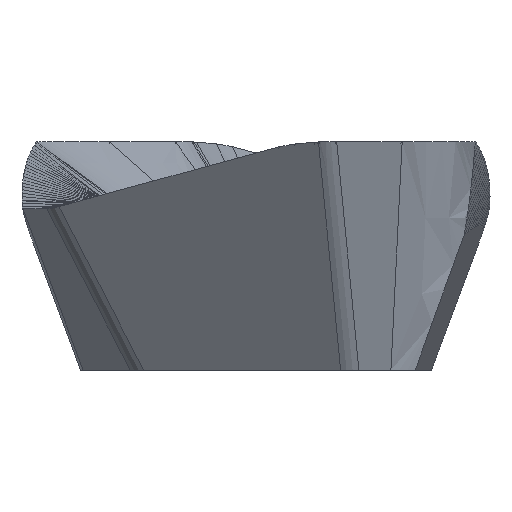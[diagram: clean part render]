
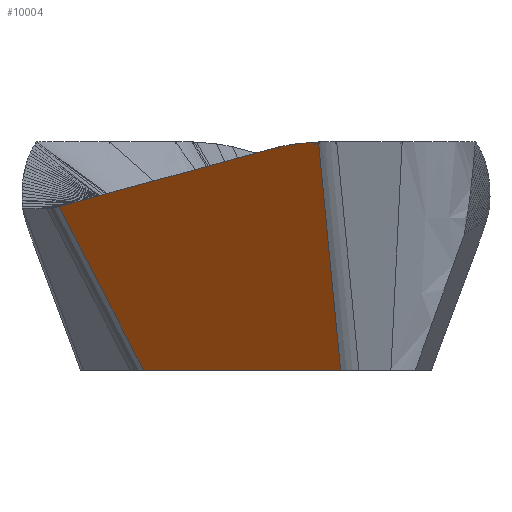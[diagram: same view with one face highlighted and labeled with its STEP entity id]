
A CAD part, left-side view. The second image highlights one B-rep face of the part: STEP entity #10004.
In plain terms, the highlighted planar face has unit normal (-0.814, 0.47, -0.342).
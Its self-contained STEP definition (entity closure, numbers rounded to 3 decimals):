
#1168=CARTESIAN_POINT('',(-6.582,2.459,-5.));
#2362=CARTESIAN_POINT('',(-9.073,-1.855,-5.));
#2390=DIRECTION('',(0.341,-0.091,-0.936));
#2391=VECTOR('',#2390,5.342);
#2392=CARTESIAN_POINT('',(-10.892,-1.367,
-0.001));
#2393=LINE('',#2392,#2391);
#2397=DIRECTION('',(0.5,0.866,0.));
#2398=VECTOR('',#2397,4.981);
#2399=CARTESIAN_POINT('',(-9.073,-1.855,-5.));
#2400=LINE('',#2399,#2398);
#2404=CARTESIAN_POINT('',(-7.016,4.316,
-1.418));
#2405=CARTESIAN_POINT('',(-7.018,4.313,
-1.417));
#2406=CARTESIAN_POINT('',(-7.02,4.31,
-1.416));
#2407=CARTESIAN_POINT('',(-7.023,4.306,
-1.415));
#2412=DIRECTION('',(-0.555,-0.803,0.218));
#2413=VECTOR('',#2412,3.593);
#2414=CARTESIAN_POINT('',(-7.023,4.306,
-1.415));
#2415=LINE('',#2414,#2413);
#2419=DIRECTION('',(-0.555,-0.803,0.218));
#2420=VECTOR('',#2419,2.415);
#2421=CARTESIAN_POINT('',(-9.017,1.421,
-0.632));
#2422=LINE('',#2421,#2420);
#2426=CARTESIAN_POINT('',(-10.358,-0.517,
-0.106));
#2427=CARTESIAN_POINT('',(-10.397,-0.574,
-0.09));
#2428=CARTESIAN_POINT('',(-10.448,-0.65,
-0.074));
#2429=CARTESIAN_POINT('',(-10.512,-0.749,
-0.057));
#2430=CARTESIAN_POINT('',(-10.547,-0.805,
-0.05));
#2431=CARTESIAN_POINT('',(-10.569,-0.839,
-0.046));
#2432=CARTESIAN_POINT('',(-10.58,-0.858,
-0.045));
#2433=CARTESIAN_POINT('',(-10.586,-0.867,
-0.044));
#2438=DIRECTION('',(-0.522,-0.85,0.074));
#2439=VECTOR('',#2438,0.515);
#2440=CARTESIAN_POINT('',(-10.586,-0.867,
-0.044));
#2441=LINE('',#2440,#2439);
#2445=CARTESIAN_POINT('',(-10.855,-1.305,
-0.005));
#2446=CARTESIAN_POINT('',(-10.864,-1.32,
-0.004));
#2447=CARTESIAN_POINT('',(-10.877,-1.341,
-0.003));
#2448=CARTESIAN_POINT('',(-10.889,-1.362,
-0.001));
#2449=CARTESIAN_POINT('',(-10.892,-1.367,
-0.001));
#2465=DIRECTION('',(0.107,-0.458,-0.883));
#2466=VECTOR('',#2465,4.058);
#2467=CARTESIAN_POINT('',(-7.016,4.316,
-1.418));
#2468=LINE('',#2467,#2466);
#4207=VERTEX_POINT('',#2362);
#4285=VERTEX_POINT('',#1168);
#4523=CARTESIAN_POINT('',(-10.892,-1.367,
-0.001));
#4524=VERTEX_POINT('',#4523);
#4589=CARTESIAN_POINT('',(-7.016,4.316,
-1.418));
#4590=VERTEX_POINT('',#4589);
#4627=CARTESIAN_POINT('',(-7.023,4.306,
-1.415));
#4628=VERTEX_POINT('',#4627);
#4629=CARTESIAN_POINT('',(-9.017,1.421,
-0.632));
#4630=VERTEX_POINT('',#4629);
#4631=CARTESIAN_POINT('',(-10.358,-0.517,
-0.106));
#4632=VERTEX_POINT('',#4631);
#4633=CARTESIAN_POINT('',(-10.586,-0.867,
-0.044));
#4634=VERTEX_POINT('',#4633);
#4635=CARTESIAN_POINT('',(-10.855,-1.305,
-0.005));
#4636=VERTEX_POINT('',#4635);
#9987=CARTESIAN_POINT('',(-9.199,1.567,0.));
#9988=DIRECTION('',(0.814,-0.47,0.342));
#9989=DIRECTION('',(0.5,0.866,0.));
#9990=AXIS2_PLACEMENT_3D('',#9987,#9988,#9989);
#9991=PLANE('',#9990);
#9992=ORIENTED_EDGE('',*,*,#9980,.T.);
#9993=ORIENTED_EDGE('',*,*,#5318,.T.);
#9995=ORIENTED_EDGE('',*,*,#9994,.F.);
#9996=ORIENTED_EDGE('',*,*,#9638,.T.);
#9997=ORIENTED_EDGE('',*,*,#9688,.T.);
#9998=ORIENTED_EDGE('',*,*,#9758,.T.);
#9999=ORIENTED_EDGE('',*,*,#9808,.T.);
#10000=ORIENTED_EDGE('',*,*,#9858,.T.);
#10001=ORIENTED_EDGE('',*,*,#9896,.T.);
#10002=EDGE_LOOP('',(#9992,#9993,#9995,#9996,#9997,#9998,#9999,#10000,#10001));
#10003=FACE_OUTER_BOUND('',#10002,.F.);
#2408=B_SPLINE_CURVE_WITH_KNOTS('',3,(#2404,#2405,#2406,#2407),.UNSPECIFIED.,
.F.,.F.,(4,4),(0.,1.),.UNSPECIFIED.);
#2434=B_SPLINE_CURVE_WITH_KNOTS('',3,(#2426,#2427,#2428,#2429,#2430,#2431,#2432,
#2433),.UNSPECIFIED.,.F.,.F.,(4,1,1,1,1,4),(0.,0.5,0.75,0.875,0.938,
1.),.UNSPECIFIED.);
#2450=B_SPLINE_CURVE_WITH_KNOTS('',3,(#2445,#2446,#2447,#2448,#2449),
.UNSPECIFIED.,.F.,.F.,(4,1,4),(0.,0.75,1.),.UNSPECIFIED.);
#5318=EDGE_CURVE('',#4207,#4285,#2400,.T.);
#9638=EDGE_CURVE('',#4590,#4628,#2408,.T.);
#9688=EDGE_CURVE('',#4628,#4630,#2415,.T.);
#9758=EDGE_CURVE('',#4630,#4632,#2422,.T.);
#9808=EDGE_CURVE('',#4632,#4634,#2434,.T.);
#9858=EDGE_CURVE('',#4634,#4636,#2441,.T.);
#9896=EDGE_CURVE('',#4636,#4524,#2450,.T.);
#9980=EDGE_CURVE('',#4524,#4207,#2393,.T.);
#9994=EDGE_CURVE('',#4590,#4285,#2468,.T.);
#10004=ADVANCED_FACE('',(#10003),#9991,.F.);
